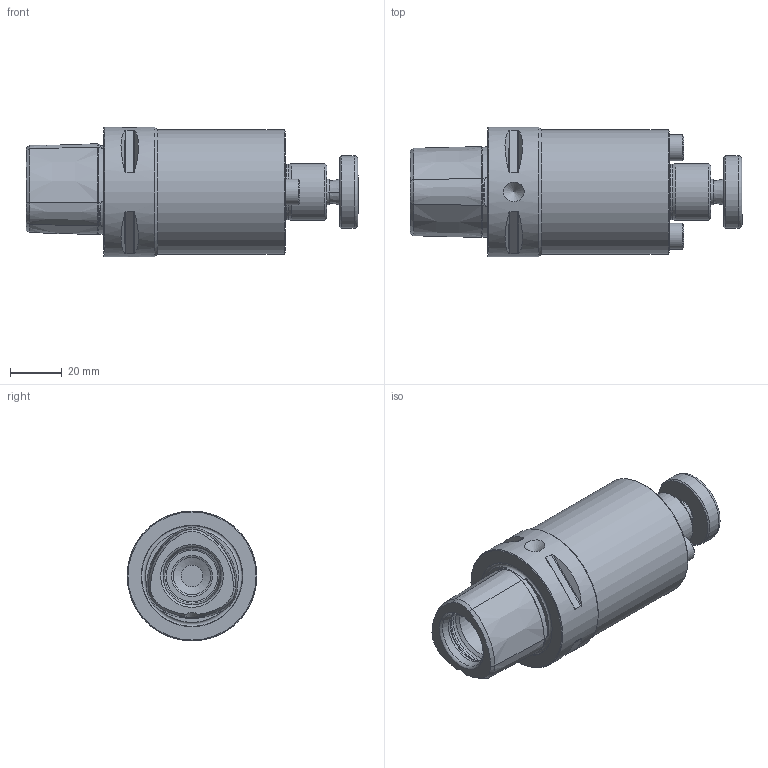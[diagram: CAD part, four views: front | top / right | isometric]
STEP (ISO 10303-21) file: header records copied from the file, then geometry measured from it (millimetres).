
FILE_DESCRIPTION( ( 'Unknown' ), '1' );
FILE_NAME( '280502240-C.stp', 'Unknown', ( 'Unknown' ), ( 'Unknown' ), 'PSStep 15.0.49', 'Unknown', ' ' );
FILE_SCHEMA( ( 'AUTOMOTIVE_DESIGN { 1 0 10303 214 1 1 1 1 }' ) );
Length unit declared in the file: millimetre
Products named in the file (6): Assem1; 0003451; 0003387; 0010452; 0010451; 0002935
Assembly tree (7 placements, depth 2):
  Assem1
    0003451
    0003387  x2
    0010452  x2
    0010451
    0002935
Bounding box: 128 x 50 x 50 mm (x, y, z)
Volume: 152145.9 mm3; surface area: 28462.2 mm2
Topology: 7 solids, 7 shells, 241 faces, 558 edges, 351 vertices
Faces by surface type: cone 88, plane 67, cylinder 65, torus 21
Full cylindrical faces by diameter (mm): 3.222 x2, 3.242 x2, 4 x1, 4.2 x2, 6.1 x2, 7 x2, 8 x4, 8.376 x2, 10 x4, 10.5 x2, 14.376 x2, 20.5 x1, 21 x2, 21.4 x1, 22 x1, 24 x1, 28 x1, 48 x1, 50 x1
Entity records: 7447 total; most frequent: CARTESIAN_POINT 1591, DIRECTION 897, ORIENTED_EDGE 724, AXIS2_PLACEMENT_3D 400, EDGE_CURVE 362, EDGE_LOOP 302, VERTEX_POINT 268, FACE_OUTER_BOUND 243
